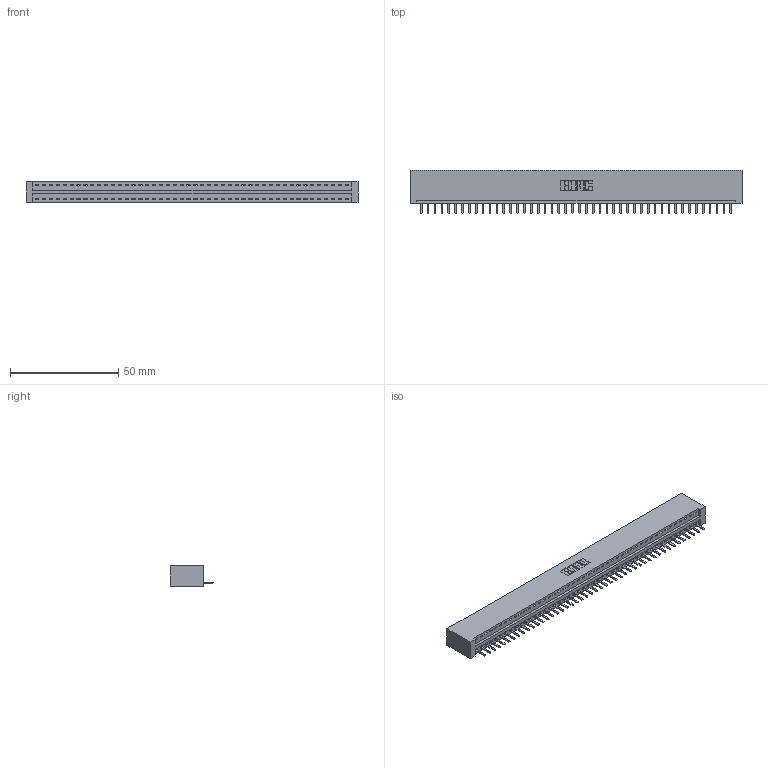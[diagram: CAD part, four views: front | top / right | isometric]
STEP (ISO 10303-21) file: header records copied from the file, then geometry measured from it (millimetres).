
FILE_DESCRIPTION (( 'STEP AP203' ), '1' );
FILE_NAME ('346-046-520-101.STEP', '2018-08-25T04:37:11', ( '' ), ( '' ), 'SwSTEP 2.0', 'SolidWorks 2016', '' );
FILE_SCHEMA (( 'CONFIG_CONTROL_DESIGN' ));
Length unit declared in the file: inch
Products named in the file (3): 346 Part_No Mounting Lugs; 345-292-001_345-293-120; 346-046-520-101
Assembly tree (47 placements, depth 2):
  346-046-520-101
    346 Part_No Mounting Lugs
    345-292-001_345-293-120  x46
Bounding box: 153.29 x 20.02 x 9.4 mm (x, y, z)
Volume: 15117.8 mm3; surface area: 18571.9 mm2
Topology: 47 solids, 47 shells, 2966 faces, 8769 edges, 5722 vertices
Faces by surface type: plane 2004, cylinder 962
Entity records: 27847 total; most frequent: CARTESIAN_POINT 4790, ORIENTED_EDGE 4758, DIRECTION 4203, EDGE_CURVE 2379, VECTOR 2067, LINE 2067, VERTEX_POINT 1582, AXIS2_PLACEMENT_3D 1068
